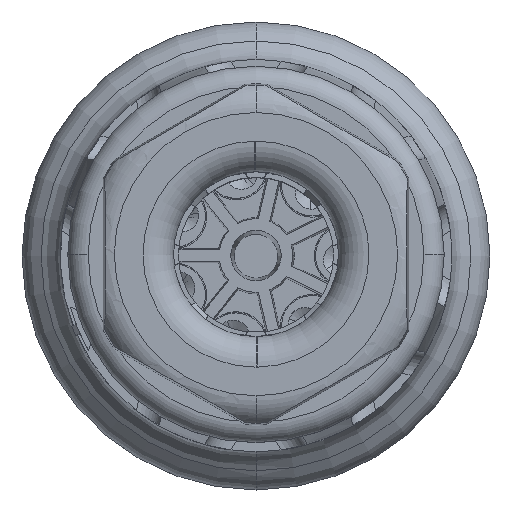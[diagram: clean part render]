
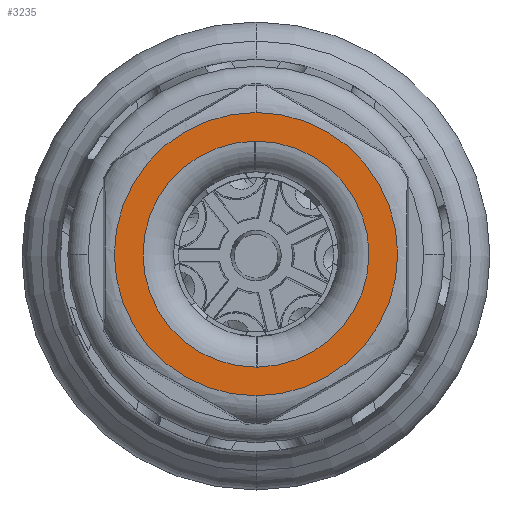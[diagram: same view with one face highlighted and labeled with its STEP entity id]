
A CAD part, top view. The second image highlights one B-rep face of the part: STEP entity #3235.
In plain terms, the highlighted planar face has unit normal (0, 0, 1).
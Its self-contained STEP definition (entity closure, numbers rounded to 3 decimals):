
#3235=ADVANCED_FACE('',(#10333,#10334),#10335,.T.);
#10333=FACE_OUTER_BOUND('',#20036,.T.);
#10334=FACE_BOUND('',#20037,.T.);
#10335=PLANE('',#20038);
#20036=EDGE_LOOP('',(#48553,#48554));
#20037=EDGE_LOOP('',(#48555,#48556,#48557,#48558));
#20038=AXIS2_PLACEMENT_3D('',#48559,#48560,#48561);
#48553=ORIENTED_EDGE('',*,*,#62020,.T.);
#48554=ORIENTED_EDGE('',*,*,#62021,.T.);
#48555=ORIENTED_EDGE('',*,*,#62022,.T.);
#48556=ORIENTED_EDGE('',*,*,#53112,.T.);
#48557=ORIENTED_EDGE('',*,*,#62023,.T.);
#48558=ORIENTED_EDGE('',*,*,#53115,.T.);
#48559=CARTESIAN_POINT('',(0.0,0.0,17.076));
#48560=DIRECTION('',(0.0,0.0,1.0));
#48561=DIRECTION('',(1.0,0.0,0.0));
#53112=EDGE_CURVE('',#63527,#63525,#63528,.T.);
#53115=EDGE_CURVE('',#63532,#63530,#63533,.T.);
#62020=EDGE_CURVE('',#78343,#78345,#78347,.T.);
#62021=EDGE_CURVE('',#78345,#78343,#78348,.T.);
#62022=EDGE_CURVE('',#63530,#63527,#78349,.T.);
#62023=EDGE_CURVE('',#63525,#63532,#78350,.T.);
#63525=VERTEX_POINT('',#80829);
#63527=VERTEX_POINT('',#80831);
#63528=CIRCLE('',#80832,11.105);
#63530=VERTEX_POINT('',#80834);
#63532=VERTEX_POINT('',#80836);
#63533=CIRCLE('',#80837,11.105);
#78343=VERTEX_POINT('',#109181);
#78345=VERTEX_POINT('',#109183);
#78347=CIRCLE('',#109185,13.922);
#78348=CIRCLE('',#109186,13.922);
#78349=CIRCLE('',#109187,11.105);
#78350=CIRCLE('',#109188,11.105);
#80829=CARTESIAN_POINT('',(0.0,-11.105,17.076));
#80831=CARTESIAN_POINT('',(0.165,-11.104,17.076));
#80832=AXIS2_PLACEMENT_3D('',#113726,#113727,#113728);
#80834=CARTESIAN_POINT('',(0.0,11.105,17.076));
#80836=CARTESIAN_POINT('',(-0.165,11.104,17.076));
#80837=AXIS2_PLACEMENT_3D('',#113735,#113736,#113737);
#109181=CARTESIAN_POINT('',(0.0,-13.922,17.076));
#109183=CARTESIAN_POINT('',(0.0,13.922,17.076));
#109185=AXIS2_PLACEMENT_3D('',#122510,#122511,#122512);
#109186=AXIS2_PLACEMENT_3D('',#122513,#122514,#122515);
#109187=AXIS2_PLACEMENT_3D('',#122516,#122517,#122518);
#109188=AXIS2_PLACEMENT_3D('',#122519,#122520,#122521);
#113726=CARTESIAN_POINT('',(0.0,0.0,17.076));
#113727=DIRECTION('',(0.0,0.0,-1.0));
#113728=DIRECTION('',(0.0,1.0,0.0));
#113735=CARTESIAN_POINT('',(0.0,0.0,17.076));
#113736=DIRECTION('',(0.0,0.0,-1.0));
#113737=DIRECTION('',(0.0,-1.0,0.0));
#122510=CARTESIAN_POINT('',(0.0,0.0,17.076));
#122511=DIRECTION('',(0.0,0.0,1.0));
#122512=DIRECTION('',(0.0,-1.0,0.0));
#122513=CARTESIAN_POINT('',(0.0,0.0,17.076));
#122514=DIRECTION('',(0.0,-0.0,1.0));
#122515=DIRECTION('',(0.0,1.0,0.0));
#122516=CARTESIAN_POINT('',(0.0,0.0,17.076));
#122517=DIRECTION('',(0.0,0.0,-1.0));
#122518=DIRECTION('',(0.0,1.0,0.0));
#122519=CARTESIAN_POINT('',(0.0,0.0,17.076));
#122520=DIRECTION('',(0.0,0.0,-1.0));
#122521=DIRECTION('',(0.0,-1.0,0.0));
